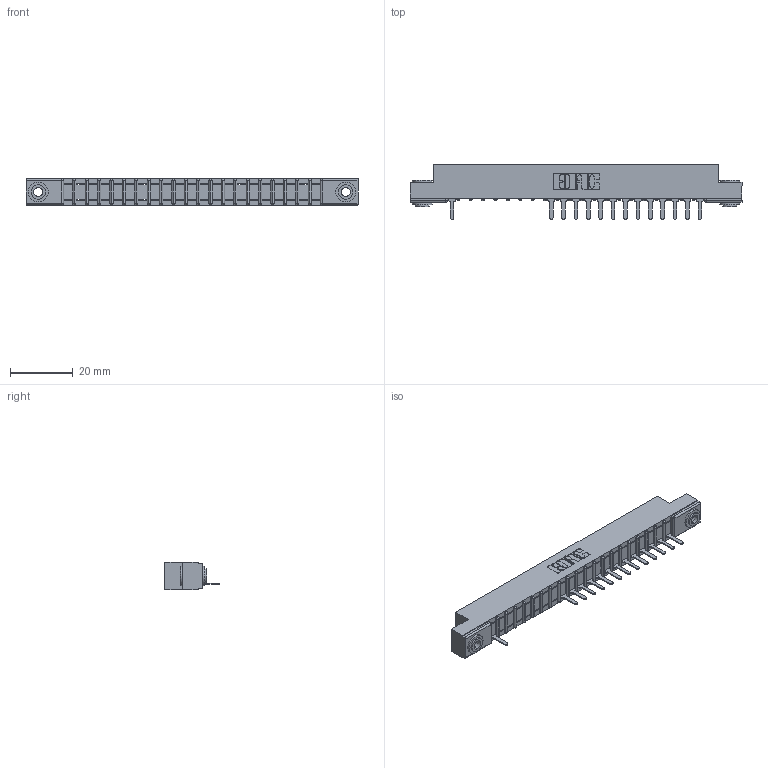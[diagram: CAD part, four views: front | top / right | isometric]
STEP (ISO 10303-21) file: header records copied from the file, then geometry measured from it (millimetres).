
FILE_DESCRIPTION (( 'STEP AP203' ), '1' );
FILE_NAME ('307-021-525-103.STEP', '2018-08-04T02:11:11', ( '' ), ( '' ), 'SwSTEP 2.0', 'SolidWorks 2016', '' );
FILE_SCHEMA (( 'CONFIG_CONTROL_DESIGN' ));
Length unit declared in the file: inch
Products named in the file (4): 307-290-001_525; 345-250-002_345-250-002-102; 307-021-525-103; 307 Part_.156 Dia Mounting Holes
Assembly tree (17 placements, depth 2):
  307-021-525-103
    307 Part_.156 Dia Mounting Holes
    307-290-001_525  x14
    345-250-002_345-250-002-102  x2
Bounding box: 106.22 x 17.42 x 8.71 mm (x, y, z)
Volume: 6597.9 mm3; surface area: 9750.3 mm2
Topology: 17 solids, 17 shells, 1116 faces, 3151 edges, 2018 vertices
Faces by surface type: plane 696, cylinder 368, sphere 44, cone 8
Entity records: 21401 total; most frequent: CARTESIAN_POINT 3606, ORIENTED_EDGE 3590, DIRECTION 3527, EDGE_CURVE 1795, LINE 1361, VECTOR 1361, VERTEX_POINT 1162, AXIS2_PLACEMENT_3D 1083
